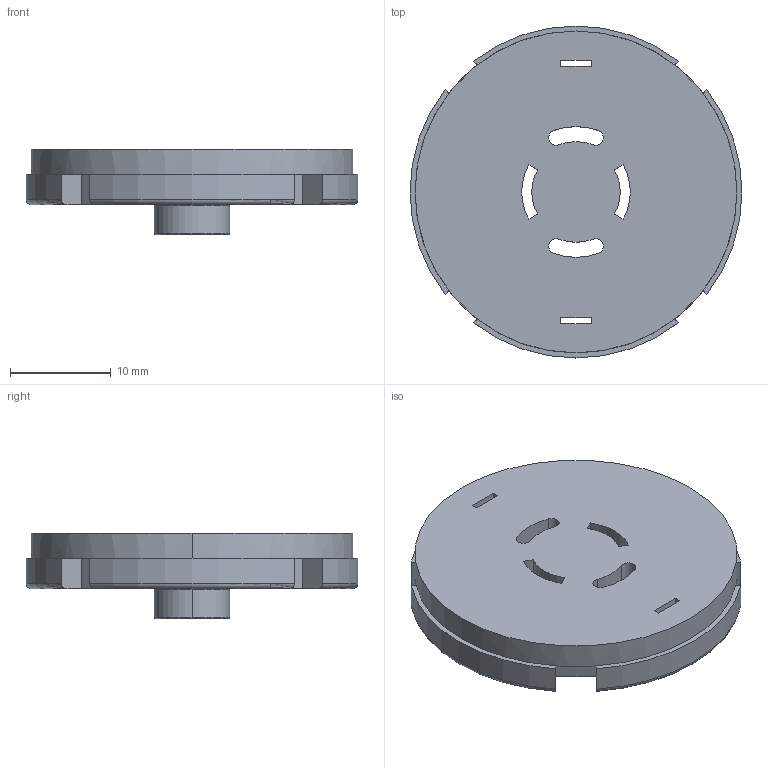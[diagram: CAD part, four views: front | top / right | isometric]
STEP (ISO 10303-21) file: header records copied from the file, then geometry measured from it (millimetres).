
FILE_DESCRIPTION (( 'STEP AP203' ), '1' );
FILE_NAME ('PLASTIC COVER- DC MOTOR- JGB37-520_Default_sldprt.STEP', '2024-05-06T01:20:46', ( '' ), ( '' ), 'SwSTEP 2.0', 'SolidWorks 2021', '' );
FILE_SCHEMA (( 'CONFIG_CONTROL_DESIGN' ));
Length unit declared in the file: millimetre
Products named in the file (1): PLASTIC COVER- DC MOTOR- JGB37-520_Default_sldprt
Bounding box: 33 x 33 x 8.5 mm (x, y, z)
Volume: 4387.9 mm3; surface area: 2688.8 mm2
Topology: 1 solids, 1 shells, 90 faces, 233 edges, 151 vertices
Faces by surface type: plane 52, cylinder 29, torus 9
Entity records: 2878 total; most frequent: CARTESIAN_POINT 515, DIRECTION 487, ORIENTED_EDGE 466, EDGE_CURVE 233, AXIS2_PLACEMENT_3D 171, VERTEX_POINT 151, LINE 145, VECTOR 145
